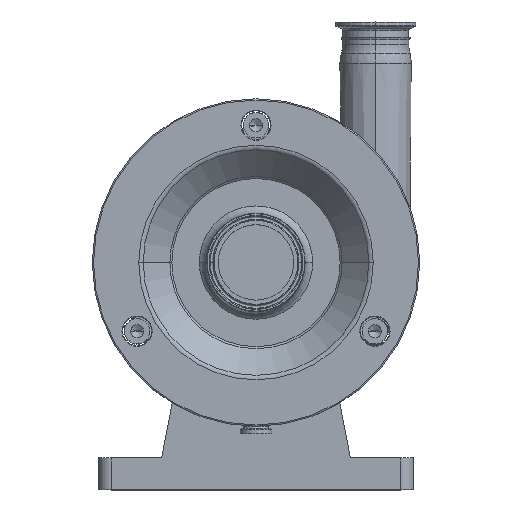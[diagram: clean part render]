
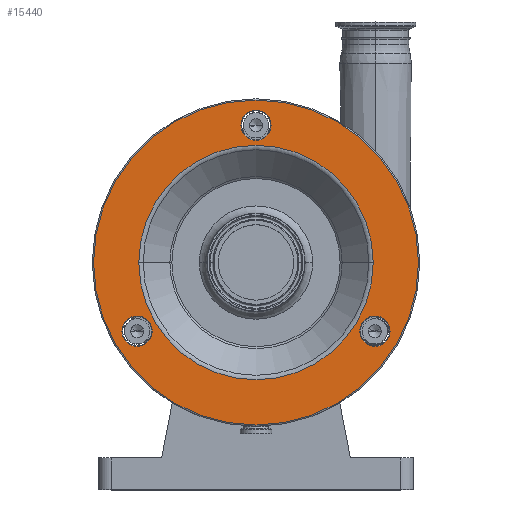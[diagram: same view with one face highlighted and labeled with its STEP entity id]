
A CAD part, top view. The second image highlights one B-rep face of the part: STEP entity #15440.
In plain terms, the highlighted planar face has unit normal (0, 0, 1).
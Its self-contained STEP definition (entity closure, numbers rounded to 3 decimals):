
#13 = CARTESIAN_POINT ( 'NONE',  ( -106.397, -54.5, 219. ) ) ;
#256 = CARTESIAN_POINT ( 'NONE',  ( -94.397, -54.5, 219. ) ) ;
#301 = CARTESIAN_POINT ( 'NONE',  ( 82.397, -54.5, 219. ) ) ;
#611 = EDGE_CURVE ( 'NONE', #744, #12803, #9267, .T. ) ;
#708 = AXIS2_PLACEMENT_3D ( 'NONE', #10186, #8763, #8965 ) ;
#744 = VERTEX_POINT ( 'NONE', #16304 ) ;
#880 = CARTESIAN_POINT ( 'NONE',  ( 0., 0., 219. ) ) ;
#900 = CARTESIAN_POINT ( 'NONE',  ( 0., 109., 219. ) ) ;
#1093 = ORIENTED_EDGE ( 'NONE', *, *, #19068, .F. ) ;
#1114 = VERTEX_POINT ( 'NONE', #4683 ) ;
#1173 = DIRECTION ( 'NONE',  ( -1., 0., 0. ) ) ;
#1449 = ORIENTED_EDGE ( 'NONE', *, *, #6779, .T. ) ;
#2030 = CIRCLE ( 'NONE', #708, 93.071 ) ;
#2349 = AXIS2_PLACEMENT_3D ( 'NONE', #20210, #10861, #17939 ) ;
#2427 = AXIS2_PLACEMENT_3D ( 'NONE', #13412, #8766, #15050 ) ;
#2546 = DIRECTION ( 'NONE',  ( -1., 0., 0. ) ) ;
#2692 = VERTEX_POINT ( 'NONE', #13 ) ;
#3074 = EDGE_CURVE ( 'NONE', #11084, #2692, #13641, .T. ) ;
#3442 = VERTEX_POINT ( 'NONE', #5280 ) ;
#3670 = AXIS2_PLACEMENT_3D ( 'NONE', #17018, #18654, #17415 ) ;
#4220 = EDGE_LOOP ( 'NONE', ( #11456, #15694 ) ) ;
#4531 = EDGE_LOOP ( 'NONE', ( #14322, #8536 ) ) ;
#4683 = CARTESIAN_POINT ( 'NONE',  ( -93.071, 0., 219. ) ) ;
#4695 = DIRECTION ( 'NONE',  ( 0., 0., -1. ) ) ;
#4844 = CARTESIAN_POINT ( 'NONE',  ( 106.397, -54.5, 219. ) ) ;
#5016 = EDGE_CURVE ( 'NONE', #15697, #18479, #10915, .T. ) ;
#5280 = CARTESIAN_POINT ( 'NONE',  ( -129., 0., 219. ) ) ;
#5385 = CIRCLE ( 'NONE', #6041, 129. ) ;
#5656 = EDGE_CURVE ( 'NONE', #12803, #744, #13659, .T. ) ;
#5690 = EDGE_LOOP ( 'NONE', ( #1093, #9818 ) ) ;
#5716 = CARTESIAN_POINT ( 'NONE',  ( 129., 0., 219. ) ) ;
#6041 = AXIS2_PLACEMENT_3D ( 'NONE', #880, #11788, #16711 ) ;
#6179 = AXIS2_PLACEMENT_3D ( 'NONE', #256, #4695, #15777 ) ;
#6596 = FACE_OUTER_BOUND ( 'NONE', #5690, .T. ) ;
#6779 = EDGE_CURVE ( 'NONE', #2692, #11084, #18268, .T. ) ;
#7323 = AXIS2_PLACEMENT_3D ( 'NONE', #18169, #13374, #16629 ) ;
#7829 = DIRECTION ( 'NONE',  ( -1., 0., 0. ) ) ;
#7844 = EDGE_LOOP ( 'NONE', ( #17995, #1449 ) ) ;
#8536 = ORIENTED_EDGE ( 'NONE', *, *, #611, .T. ) ;
#8763 = DIRECTION ( 'NONE',  ( 0., 0., -1. ) ) ;
#8766 = DIRECTION ( 'NONE',  ( 0., 0., -1. ) ) ;
#8781 = CARTESIAN_POINT ( 'NONE',  ( 0., 0., 219. ) ) ;
#8965 = DIRECTION ( 'NONE',  ( -1., 0., 0. ) ) ;
#9267 = CIRCLE ( 'NONE', #2349, 12. ) ;
#9818 = ORIENTED_EDGE ( 'NONE', *, *, #16331, .F. ) ;
#9943 = AXIS2_PLACEMENT_3D ( 'NONE', #8781, #10515, #15064 ) ;
#10175 = VERTEX_POINT ( 'NONE', #5716 ) ;
#10186 = CARTESIAN_POINT ( 'NONE',  ( 0., 0., 219. ) ) ;
#10515 = DIRECTION ( 'NONE',  ( 0., 0., -1. ) ) ;
#10810 = EDGE_CURVE ( 'NONE', #18479, #15697, #19165, .T. ) ;
#10861 = DIRECTION ( 'NONE',  ( 0., 0., -1. ) ) ;
#10915 = CIRCLE ( 'NONE', #7323, 12. ) ;
#10949 = FACE_BOUND ( 'NONE', #4220, .T. ) ;
#11084 = VERTEX_POINT ( 'NONE', #14320 ) ;
#11252 = CIRCLE ( 'NONE', #9943, 129. ) ;
#11456 = ORIENTED_EDGE ( 'NONE', *, *, #14213, .T. ) ;
#11788 = DIRECTION ( 'NONE',  ( 0., 0., -1. ) ) ;
#11969 = ORIENTED_EDGE ( 'NONE', *, *, #5016, .T. ) ;
#12123 = DIRECTION ( 'NONE',  ( 0., 0., -1. ) ) ;
#12287 = EDGE_LOOP ( 'NONE', ( #11969, #16753 ) ) ;
#12305 = FACE_BOUND ( 'NONE', #7844, .T. ) ;
#12803 = VERTEX_POINT ( 'NONE', #19615 ) ;
#13374 = DIRECTION ( 'NONE',  ( 0., 0., -1. ) ) ;
#13412 = CARTESIAN_POINT ( 'NONE',  ( 94.397, -54.5, 219. ) ) ;
#13641 = CIRCLE ( 'NONE', #18212, 12. ) ;
#13659 = CIRCLE ( 'NONE', #16924, 12. ) ;
#14043 = DIRECTION ( 'NONE',  ( 0., 0., -1. ) ) ;
#14213 = EDGE_CURVE ( 'NONE', #1114, #19255, #19422, .T. ) ;
#14225 = AXIS2_PLACEMENT_3D ( 'NONE', #19130, #14043, #1173 ) ;
#14320 = CARTESIAN_POINT ( 'NONE',  ( -82.397, -54.5, 219. ) ) ;
#14322 = ORIENTED_EDGE ( 'NONE', *, *, #5656, .T. ) ;
#15050 = DIRECTION ( 'NONE',  ( -1., 0., 0. ) ) ;
#15064 = DIRECTION ( 'NONE',  ( -1., 0., 0. ) ) ;
#15281 = FACE_BOUND ( 'NONE', #12287, .T. ) ;
#15429 = CARTESIAN_POINT ( 'NONE',  ( -94.397, -54.5, 219. ) ) ;
#15440 = ADVANCED_FACE ( 'NONE', ( #15281, #12305, #20289, #6596, #10949 ), #16913, .F. ) ;
#15694 = ORIENTED_EDGE ( 'NONE', *, *, #17775, .T. ) ;
#15697 = VERTEX_POINT ( 'NONE', #4844 ) ;
#15777 = DIRECTION ( 'NONE',  ( -1., 0., 0. ) ) ;
#16304 = CARTESIAN_POINT ( 'NONE',  ( -12., 109., 219. ) ) ;
#16331 = EDGE_CURVE ( 'NONE', #10175, #3442, #5385, .T. ) ;
#16629 = DIRECTION ( 'NONE',  ( -1., 0., 0. ) ) ;
#16711 = DIRECTION ( 'NONE',  ( -1., 0., 0. ) ) ;
#16753 = ORIENTED_EDGE ( 'NONE', *, *, #10810, .T. ) ;
#16913 = PLANE ( 'NONE',  #14225 ) ;
#16924 = AXIS2_PLACEMENT_3D ( 'NONE', #900, #12123, #2546 ) ;
#17018 = CARTESIAN_POINT ( 'NONE',  ( 0., 0., 219. ) ) ;
#17279 = DIRECTION ( 'NONE',  ( 0., 0., -1. ) ) ;
#17415 = DIRECTION ( 'NONE',  ( -1., 0., 0. ) ) ;
#17775 = EDGE_CURVE ( 'NONE', #19255, #1114, #2030, .T. ) ;
#17939 = DIRECTION ( 'NONE',  ( -1., 0., 0. ) ) ;
#17995 = ORIENTED_EDGE ( 'NONE', *, *, #3074, .T. ) ;
#18169 = CARTESIAN_POINT ( 'NONE',  ( 94.397, -54.5, 219. ) ) ;
#18212 = AXIS2_PLACEMENT_3D ( 'NONE', #15429, #17279, #7829 ) ;
#18268 = CIRCLE ( 'NONE', #6179, 12. ) ;
#18479 = VERTEX_POINT ( 'NONE', #301 ) ;
#18654 = DIRECTION ( 'NONE',  ( 0., 0., -1. ) ) ;
#19068 = EDGE_CURVE ( 'NONE', #3442, #10175, #11252, .T. ) ;
#19130 = CARTESIAN_POINT ( 'NONE',  ( 0., 129., 219. ) ) ;
#19135 = CARTESIAN_POINT ( 'NONE',  ( 93.071, 0., 219. ) ) ;
#19165 = CIRCLE ( 'NONE', #2427, 12. ) ;
#19255 = VERTEX_POINT ( 'NONE', #19135 ) ;
#19422 = CIRCLE ( 'NONE', #3670, 93.071 ) ;
#19615 = CARTESIAN_POINT ( 'NONE',  ( 12., 109., 219. ) ) ;
#20210 = CARTESIAN_POINT ( 'NONE',  ( 0., 109., 219. ) ) ;
#20289 = FACE_BOUND ( 'NONE', #4531, .T. ) ;
